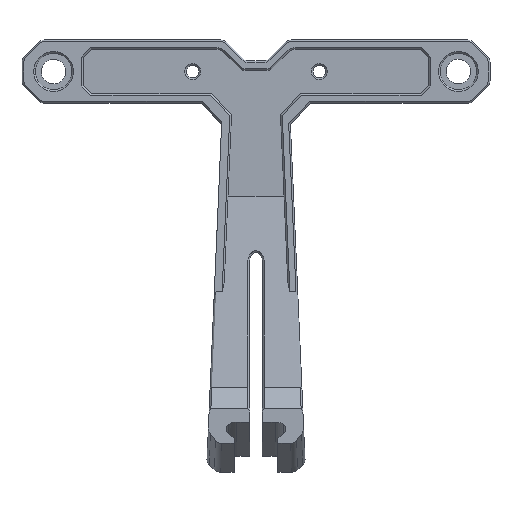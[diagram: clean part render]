
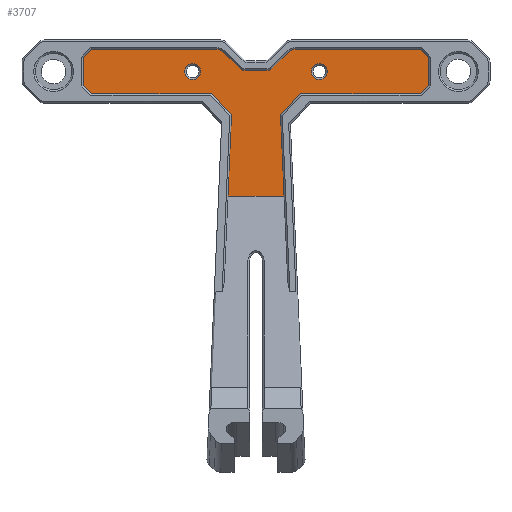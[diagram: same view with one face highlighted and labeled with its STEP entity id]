
A CAD part, top view. The second image highlights one B-rep face of the part: STEP entity #3707.
In plain terms, the highlighted planar face has unit normal (0, 0, 1).
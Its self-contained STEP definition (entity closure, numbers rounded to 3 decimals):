
#126=CIRCLE('',#3879,2.);
#128=CIRCLE('',#3883,2.);
#130=CIRCLE('',#3887,2.);
#132=CIRCLE('',#3891,2.);
#150=CIRCLE('',#4026,1.9);
#152=CIRCLE('',#4030,1.9);
#165=FACE_BOUND('',#769,.T.);
#166=FACE_BOUND('',#770,.T.);
#281=PLANE('',#4029);
#541=FACE_OUTER_BOUND('',#768,.T.);
#768=EDGE_LOOP('',(#3382,#3383,#3384,#3385,#3386,#3387,#3388,#3389,#3390,
#3391,#3392,#3393,#3394,#3395,#3396,#3397,#3398,#3399,#3400,#3401,#3402,
#3403));
#769=EDGE_LOOP('',(#3404));
#770=EDGE_LOOP('',(#3405));
#843=LINE('',#5296,#1238);
#850=LINE('',#5311,#1245);
#853=LINE('',#5315,#1248);
#856=LINE('',#5323,#1251);
#860=LINE('',#5330,#1255);
#862=LINE('',#5333,#1257);
#979=LINE('',#5690,#1374);
#983=LINE('',#5702,#1378);
#987=LINE('',#5714,#1382);
#991=LINE('',#5726,#1386);
#995=LINE('',#5738,#1390);
#998=LINE('',#5744,#1393);
#1001=LINE('',#5750,#1396);
#1004=LINE('',#5756,#1399);
#1007=LINE('',#5762,#1402);
#1010=LINE('',#5768,#1405);
#1013=LINE('',#5774,#1408);
#1131=LINE('',#6084,#1526);
#1238=VECTOR('',#4139,10.);
#1245=VECTOR('',#4150,10.);
#1248=VECTOR('',#4155,10.);
#1251=VECTOR('',#4160,10.);
#1255=VECTOR('',#4166,10.);
#1257=VECTOR('',#4170,10.);
#1374=VECTOR('',#4499,10.);
#1378=VECTOR('',#4511,10.);
#1382=VECTOR('',#4523,10.);
#1386=VECTOR('',#4535,10.);
#1390=VECTOR('',#4547,10.);
#1393=VECTOR('',#4552,10.);
#1396=VECTOR('',#4557,10.);
#1399=VECTOR('',#4562,10.);
#1402=VECTOR('',#4567,10.);
#1405=VECTOR('',#4572,10.);
#1408=VECTOR('',#4577,10.);
#1526=VECTOR('',#4891,10.);
#1638=VERTEX_POINT('',#5293);
#1639=VERTEX_POINT('',#5295);
#1644=VERTEX_POINT('',#5308);
#1645=VERTEX_POINT('',#5310);
#1648=VERTEX_POINT('',#5320);
#1649=VERTEX_POINT('',#5322);
#1651=VERTEX_POINT('',#5328);
#1785=VERTEX_POINT('',#5689);
#1787=VERTEX_POINT('',#5695);
#1789=VERTEX_POINT('',#5701);
#1791=VERTEX_POINT('',#5707);
#1793=VERTEX_POINT('',#5713);
#1795=VERTEX_POINT('',#5719);
#1797=VERTEX_POINT('',#5725);
#1799=VERTEX_POINT('',#5731);
#1801=VERTEX_POINT('',#5737);
#1803=VERTEX_POINT('',#5743);
#1805=VERTEX_POINT('',#5749);
#1807=VERTEX_POINT('',#5755);
#1809=VERTEX_POINT('',#5761);
#1811=VERTEX_POINT('',#5767);
#1813=VERTEX_POINT('',#5773);
#1903=VERTEX_POINT('',#6381);
#1905=VERTEX_POINT('',#6389);
#1967=EDGE_CURVE('',#1638,#1639,#843,.T.);
#1974=EDGE_CURVE('',#1644,#1645,#850,.T.);
#1977=EDGE_CURVE('',#1645,#1638,#853,.F.);
#1980=EDGE_CURVE('',#1649,#1648,#856,.T.);
#1984=EDGE_CURVE('',#1651,#1648,#860,.F.);
#1986=EDGE_CURVE('',#1651,#1639,#862,.T.);
#2163=EDGE_CURVE('',#1649,#1785,#979,.T.);
#2166=EDGE_CURVE('',#1787,#1785,#126,.T.);
#2169=EDGE_CURVE('',#1787,#1789,#983,.T.);
#2172=EDGE_CURVE('',#1789,#1791,#128,.F.);
#2175=EDGE_CURVE('',#1791,#1793,#987,.T.);
#2178=EDGE_CURVE('',#1793,#1795,#130,.F.);
#2181=EDGE_CURVE('',#1795,#1797,#991,.T.);
#2184=EDGE_CURVE('',#1799,#1797,#132,.T.);
#2187=EDGE_CURVE('',#1799,#1801,#995,.T.);
#2190=EDGE_CURVE('',#1803,#1801,#998,.T.);
#2193=EDGE_CURVE('',#1803,#1805,#1001,.F.);
#2196=EDGE_CURVE('',#1807,#1805,#1004,.T.);
#2199=EDGE_CURVE('',#1807,#1809,#1007,.T.);
#2202=EDGE_CURVE('',#1809,#1811,#1010,.F.);
#2205=EDGE_CURVE('',#1811,#1813,#1013,.T.);
#2347=EDGE_CURVE('',#1644,#1813,#1131,.T.);
#2414=EDGE_CURVE('',#1903,#1903,#150,.T.);
#2417=EDGE_CURVE('',#1905,#1905,#152,.T.);
#3382=ORIENTED_EDGE('',*,*,#1986,.T.);
#3383=ORIENTED_EDGE('',*,*,#1967,.F.);
#3384=ORIENTED_EDGE('',*,*,#1977,.F.);
#3385=ORIENTED_EDGE('',*,*,#1974,.F.);
#3386=ORIENTED_EDGE('',*,*,#2347,.T.);
#3387=ORIENTED_EDGE('',*,*,#2205,.F.);
#3388=ORIENTED_EDGE('',*,*,#2202,.F.);
#3389=ORIENTED_EDGE('',*,*,#2199,.F.);
#3390=ORIENTED_EDGE('',*,*,#2196,.T.);
#3391=ORIENTED_EDGE('',*,*,#2193,.F.);
#3392=ORIENTED_EDGE('',*,*,#2190,.T.);
#3393=ORIENTED_EDGE('',*,*,#2187,.F.);
#3394=ORIENTED_EDGE('',*,*,#2184,.T.);
#3395=ORIENTED_EDGE('',*,*,#2181,.F.);
#3396=ORIENTED_EDGE('',*,*,#2178,.F.);
#3397=ORIENTED_EDGE('',*,*,#2175,.F.);
#3398=ORIENTED_EDGE('',*,*,#2172,.F.);
#3399=ORIENTED_EDGE('',*,*,#2169,.F.);
#3400=ORIENTED_EDGE('',*,*,#2166,.T.);
#3401=ORIENTED_EDGE('',*,*,#2163,.F.);
#3402=ORIENTED_EDGE('',*,*,#1980,.T.);
#3403=ORIENTED_EDGE('',*,*,#1984,.F.);
#3404=ORIENTED_EDGE('',*,*,#2414,.F.);
#3405=ORIENTED_EDGE('',*,*,#2417,.F.);
#3707=ADVANCED_FACE('',(#541,#165,#166),#281,.T.);
#3879=AXIS2_PLACEMENT_3D('',#5696,#4505,#4506);
#3883=AXIS2_PLACEMENT_3D('',#5708,#4517,#4518);
#3887=AXIS2_PLACEMENT_3D('',#5720,#4529,#4530);
#3891=AXIS2_PLACEMENT_3D('',#5732,#4541,#4542);
#4026=AXIS2_PLACEMENT_3D('',#6383,#5001,#5002);
#4029=AXIS2_PLACEMENT_3D('',#6388,#5008,#5009);
#4030=AXIS2_PLACEMENT_3D('',#6390,#5010,#5011);
#4139=DIRECTION('',(-1.,0.,0.));
#4150=DIRECTION('',(0.044,0.999,0.));
#4155=DIRECTION('',(0.692,-0.722,0.));
#4160=DIRECTION('',(-0.707,-0.707,0.));
#4166=DIRECTION('',(0.,-1.,0.));
#4170=DIRECTION('',(0.707,-0.707,0.));
#4499=DIRECTION('',(1.,0.,0.));
#4505=DIRECTION('center_axis',(0.,0.,1.));
#4506=DIRECTION('ref_axis',(0.383,0.924,0.));
#4511=DIRECTION('',(0.707,-0.707,0.));
#4517=DIRECTION('center_axis',(0.,0.,-1.));
#4518=DIRECTION('ref_axis',(-0.383,-0.924,0.));
#4523=DIRECTION('',(1.,0.,0.));
#4529=DIRECTION('center_axis',(0.,0.,-1.));
#4530=DIRECTION('ref_axis',(0.383,-0.924,0.));
#4535=DIRECTION('',(0.707,0.707,0.));
#4541=DIRECTION('center_axis',(0.,0.,1.));
#4542=DIRECTION('ref_axis',(-0.383,0.924,0.));
#4547=DIRECTION('',(1.,0.,0.));
#4552=DIRECTION('',(-0.707,0.707,0.));
#4557=DIRECTION('',(0.,1.,0.));
#4562=DIRECTION('',(0.707,0.707,0.));
#4567=DIRECTION('',(-1.,0.,0.));
#4572=DIRECTION('',(0.692,0.722,0.));
#4577=DIRECTION('',(0.044,-0.999,0.));
#4891=DIRECTION('',(1.,0.,0.));
#5001=DIRECTION('center_axis',(0.,0.,1.));
#5002=DIRECTION('ref_axis',(-1.,0.,0.));
#5008=DIRECTION('center_axis',(0.,0.,1.));
#5009=DIRECTION('ref_axis',(1.,0.,0.));
#5010=DIRECTION('center_axis',(0.,0.,1.));
#5011=DIRECTION('ref_axis',(-1.,0.,0.));
#5293=CARTESIAN_POINT('',(-10.596,-5.26,0.));
#5295=CARTESIAN_POINT('',(-39.,-5.26,0.));
#5296=CARTESIAN_POINT('',(-5.786,-5.26,0.));
#5308=CARTESIAN_POINT('',(-6.654,-29.538,0.));
#5310=CARTESIAN_POINT('',(-5.814,-10.255,0.));
#5311=CARTESIAN_POINT('',(-8.245,-66.033,0.));
#5315=CARTESIAN_POINT('',(4.899,-21.446,0.));
#5320=CARTESIAN_POINT('',(-41.,3.26,0.));
#5322=CARTESIAN_POINT('',(-39.,5.26,0.));
#5323=CARTESIAN_POINT('',(-44.158,0.103,0.));
#5328=CARTESIAN_POINT('',(-41.,-3.26,0.));
#5330=CARTESIAN_POINT('',(-41.,-27.815,0.));
#5333=CARTESIAN_POINT('',(-17.973,-26.288,0.));
#5689=CARTESIAN_POINT('',(-9.256,5.26,0.));
#5690=CARTESIAN_POINT('',(-15.5,5.26,0.));
#5695=CARTESIAN_POINT('',(-7.842,4.674,0.));
#5696=CARTESIAN_POINT('Origin',(-9.256,3.26,0.));
#5701=CARTESIAN_POINT('',(-4.014,0.846,0.));
#5702=CARTESIAN_POINT('',(8.087,-11.254,0.));
#5707=CARTESIAN_POINT('',(-2.599,0.26,0.));
#5708=CARTESIAN_POINT('Origin',(-2.599,2.26,0.));
#5713=CARTESIAN_POINT('',(2.599,0.26,0.));
#5714=CARTESIAN_POINT('',(-1.714,0.26,0.));
#5719=CARTESIAN_POINT('',(4.014,0.846,0.));
#5720=CARTESIAN_POINT('Origin',(2.599,2.26,0.));
#5725=CARTESIAN_POINT('',(7.842,4.674,0.));
#5726=CARTESIAN_POINT('',(-10.587,-13.754,0.));
#5731=CARTESIAN_POINT('',(9.256,5.26,0.));
#5732=CARTESIAN_POINT('Origin',(9.256,3.26,0.));
#5737=CARTESIAN_POINT('',(39.,5.26,0.));
#5738=CARTESIAN_POINT('',(4.214,5.26,0.));
#5743=CARTESIAN_POINT('',(41.,3.26,0.));
#5744=CARTESIAN_POINT('',(44.158,0.103,0.));
#5749=CARTESIAN_POINT('',(41.,-3.26,0.));
#5750=CARTESIAN_POINT('',(41.,-24.555,0.));
#5755=CARTESIAN_POINT('',(39.,-5.26,0.));
#5756=CARTESIAN_POINT('',(17.973,-26.288,0.));
#5761=CARTESIAN_POINT('',(10.596,-5.26,0.));
#5762=CARTESIAN_POINT('',(15.5,-5.26,0.));
#5767=CARTESIAN_POINT('',(5.814,-10.255,0.));
#5768=CARTESIAN_POINT('',(-4.899,-21.446,0.));
#5773=CARTESIAN_POINT('',(6.654,-29.538,0.));
#5774=CARTESIAN_POINT('',(6.101,-16.839,0.));
#6084=CARTESIAN_POINT('',(0.,-29.538,0.));
#6381=CARTESIAN_POINT('',(-13.1,0.,0.));
#6383=CARTESIAN_POINT('Origin',(-15.,0.,0.));
#6388=CARTESIAN_POINT('Origin',(0.,-52.37,0.));
#6389=CARTESIAN_POINT('',(16.9,0.,0.));
#6390=CARTESIAN_POINT('Origin',(15.,0.,0.));
